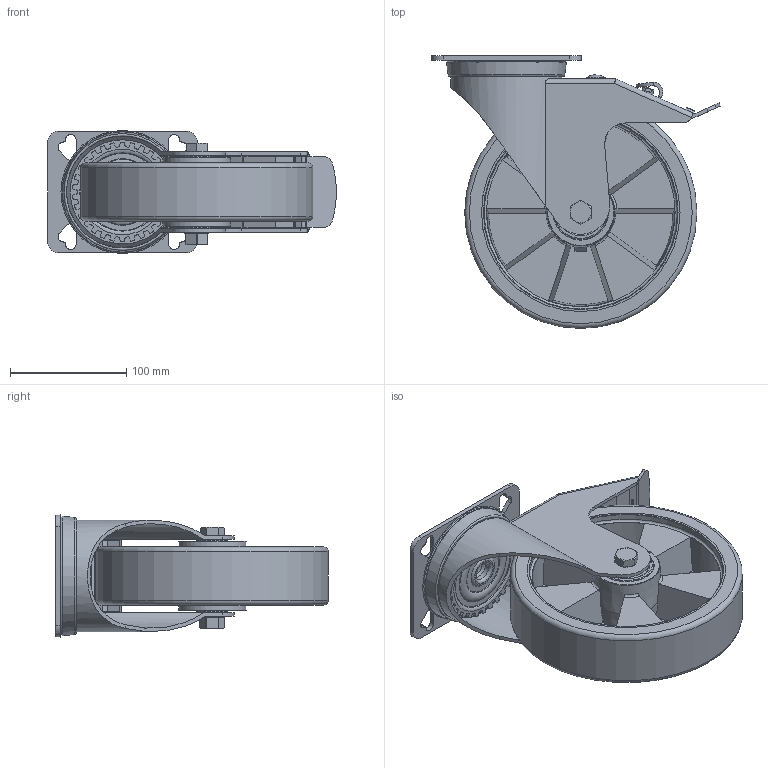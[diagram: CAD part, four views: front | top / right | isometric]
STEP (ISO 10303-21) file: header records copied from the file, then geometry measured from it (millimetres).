
FILE_DESCRIPTION(/* description */ (''),/* implementation_level */ '2;1');
FILE_NAME(/* name */ '1029632.stp',/* time_stamp */ '2024-11-21T11:41:32+01:00',/* author */ ('Bo'),/* organization */ (''),/* preprocessor_version */ 'ST-DEVELOPER v20',/* originating_system */ 'Autodesk Inventor 2025',/* authorisation */ ' ');
FILE_SCHEMA (('AUTOMOTIVE_DESIGN { 1 0 10303 214 3 1 1 }'));
Length unit declared in the file: inch
Products named in the file (8): 1029632; 1029632-1; 1029632-2; 1029632-3; 1029632-4; 1029632-5; 1029632-6; 1029632-7
Assembly tree (7 placements, depth 2):
  1029632
    1029632-1
    1029632-2
    1029632-3
    1029632-4
    1029632-5
    1029632-6
    1029632-7
Bounding box: 248.8 x 235 x 106 mm (x, y, z)
Volume: 1127303.2 mm3; surface area: 291353.5 mm2
Topology: 7 solids, 7 shells, 784 faces, 2146 edges, 1406 vertices
Faces by surface type: plane 324, cylinder 302, cone 61, torus 52, bspline 44, sphere 1
Full cylindrical faces by diameter (mm): 3 x1, 6 x1, 10 x1, 10.2 x1, 12 x1, 12.5 x4, 13 x1, 16 x2, 18 x1, 20 x4, 21 x1, 26.5 x2, 32 x1, 46.92 x2, 90 x1, 91.54 x1, 96 x1, 200 x1
Entity records: 26634 total; most frequent: CARTESIAN_POINT 6051, ORIENTED_EDGE 4288, DIRECTION 4283, EDGE_CURVE 2144, AXIS2_PLACEMENT_3D 1614, VERTEX_POINT 1406, LINE 1055, VECTOR 1055
